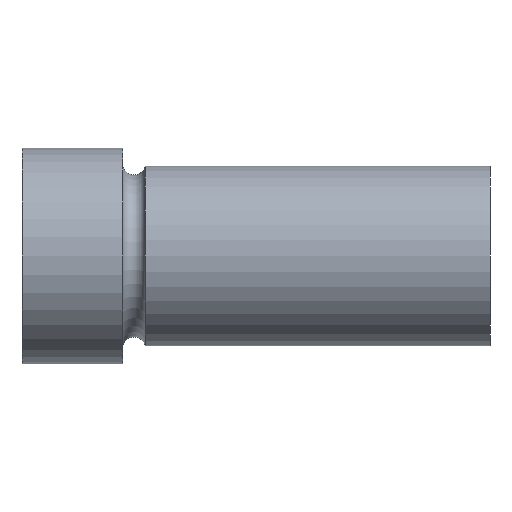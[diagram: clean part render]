
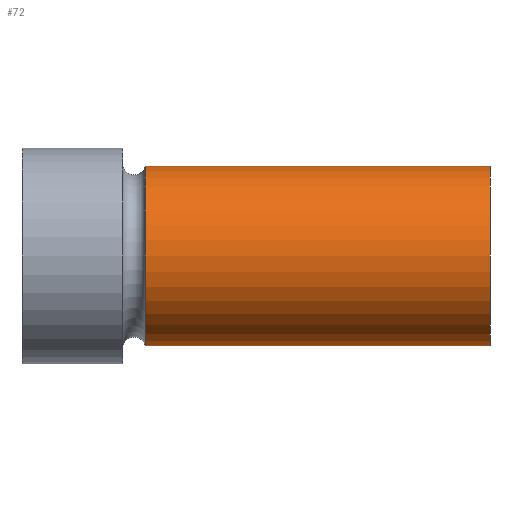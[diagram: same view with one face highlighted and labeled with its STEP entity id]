
A CAD part, left-side view. The second image highlights one B-rep face of the part: STEP entity #72.
In plain terms, the highlighted cylindrical face has radius 10 mm (diameter 20 mm), a full revolution.
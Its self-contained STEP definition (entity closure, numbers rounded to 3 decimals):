
#72 = ADVANCED_FACE( '', ( #150, #151 ), #152, .T. );
#150 = FACE_OUTER_BOUND( '', #250, .T. );
#151 = FACE_OUTER_BOUND( '', #251, .T. );
#152 = CYLINDRICAL_SURFACE( '', #252, 10. );
#250 = EDGE_LOOP( '', ( #377 ) );
#251 = EDGE_LOOP( '', ( #378 ) );
#252 = AXIS2_PLACEMENT_3D( '', #379, #380, #381 );
#377 = ORIENTED_EDGE( '', *, *, #465, .T. );
#378 = ORIENTED_EDGE( '', *, *, #430, .F. );
#379 = CARTESIAN_POINT( '', ( 0., 12., 0. ) );
#380 = DIRECTION( '', ( 0., -1., 0. ) );
#381 = DIRECTION( '', ( 0., 0., 1. ) );
#430 = EDGE_CURVE( '', #491, #491, #492, .T. );
#465 = EDGE_CURVE( '', #547, #547, #548, .T. );
#491 = VERTEX_POINT( '', #576 );
#492 = CIRCLE( '', #577, 10. );
#547 = VERTEX_POINT( '', #690 );
#548 = CIRCLE( '', #691, 10. );
#576 = CARTESIAN_POINT( '', ( 0., -1.7, 10. ) );
#577 = AXIS2_PLACEMENT_3D( '', #720, #721, #722 );
#690 = CARTESIAN_POINT( '', ( 0., -40., 10. ) );
#691 = AXIS2_PLACEMENT_3D( '', #758, #759, #760 );
#720 = CARTESIAN_POINT( '', ( 0., -1.7, 0. ) );
#721 = DIRECTION( '', ( 0., 1., 0. ) );
#722 = DIRECTION( '', ( 0., 0., 1. ) );
#758 = CARTESIAN_POINT( '', ( 0., -40., 0. ) );
#759 = DIRECTION( '', ( 0., 1., 0. ) );
#760 = DIRECTION( '', ( 0., 0., 1. ) );
